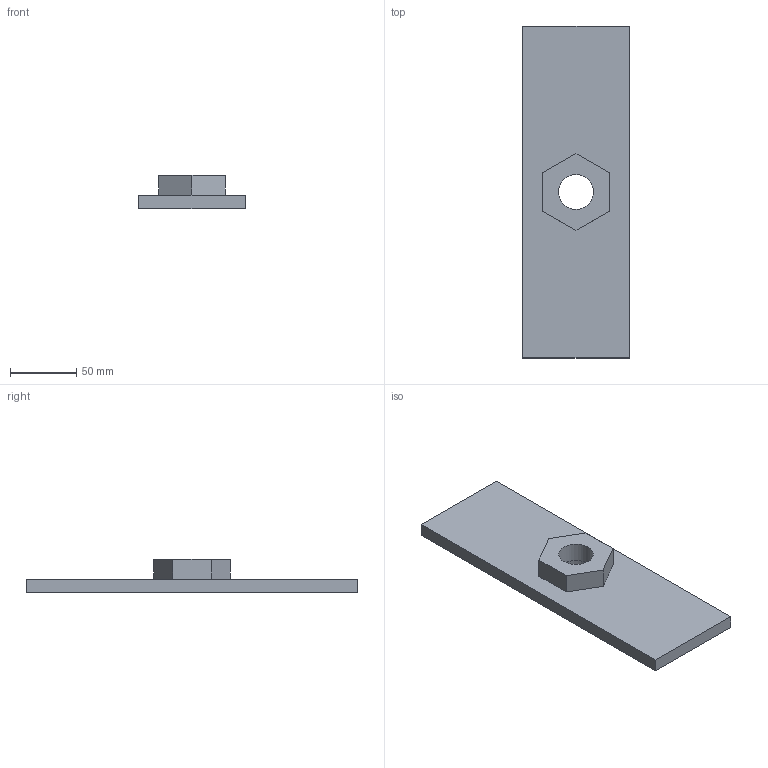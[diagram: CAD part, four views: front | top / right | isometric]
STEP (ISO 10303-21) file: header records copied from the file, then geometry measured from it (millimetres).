
FILE_DESCRIPTION(/* description */ (''),/* implementation_level */ '2;1');
FILE_NAME(/* name */ '75S.stp',/* time_stamp */ '2017-02-16T16:01:46+01:00',/* author */ ('Giuliano'),/* organization */ (''),/* preprocessor_version */ 'ST-DEVELOPER v16.5',/* originating_system */ 'Autodesk Inventor 2017',/* authorisation */ '');
FILE_SCHEMA (('AUTOMOTIVE_DESIGN { 1 0 10303 214 3 1 1 }'));
Length unit declared in the file: millimetre
Products named in the file (1): Pièce2
Bounding box: 80 x 250 x 25 mm (x, y, z)
Volume: 216834.6 mm3; surface area: 50328 mm2
Topology: 1 solids, 1 shells, 16 faces, 37 edges, 25 vertices
Faces by surface type: plane 14, cylinder 2
Full cylindrical faces by diameter (mm): 26.211 x1, 31 x1
Entity records: 485 total; most frequent: CARTESIAN_POINT 75, DIRECTION 72, ORIENTED_EDGE 68, EDGE_CURVE 34, LINE 30, VECTOR 30, VERTEX_POINT 24, EDGE_LOOP 22
